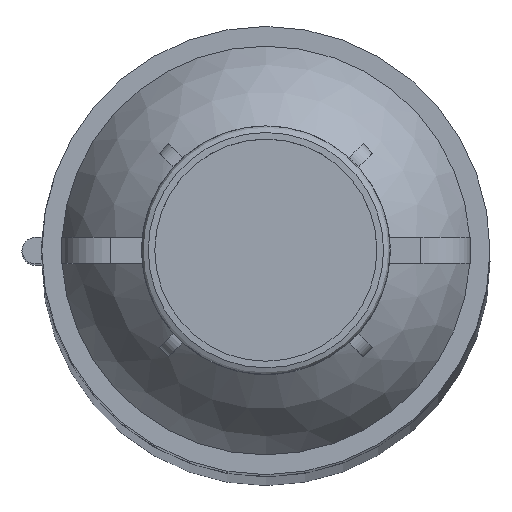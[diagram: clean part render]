
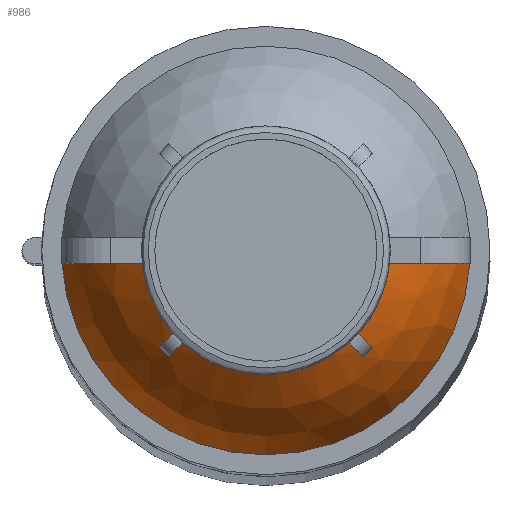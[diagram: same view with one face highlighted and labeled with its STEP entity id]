
A CAD part, top view. The second image highlights one B-rep face of the part: STEP entity #986.
In plain terms, the highlighted spherical face has radius 32.573 mm.
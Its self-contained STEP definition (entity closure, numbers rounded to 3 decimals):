
#19=SPHERICAL_SURFACE($,#1095,32.573);
#230=FACE_OUTER_BOUND($,#295,.T.);
#295=EDGE_LOOP($,(#785,#786,#787,#788,#789,#790,#791,#792,#793,#794,#795,
#796));
#346=CIRCLE($,#1036,18.85);
#349=CIRCLE($,#1039,18.85);
#352=CIRCLE($,#1042,18.85);
#372=CIRCLE($,#1081,32.558);
#375=CIRCLE($,#1088,24.157);
#376=CIRCLE($,#1090,32.558);
#380=CIRCLE($,#1096,32.512);
#381=CIRCLE($,#1097,31.);
#382=CIRCLE($,#1098,32.512);
#383=CIRCLE($,#1099,32.558);
#384=CIRCLE($,#1100,24.157);
#385=CIRCLE($,#1101,32.558);
#418=VERTEX_POINT($,#1509);
#419=VERTEX_POINT($,#1511);
#423=VERTEX_POINT($,#1519);
#424=VERTEX_POINT($,#1521);
#428=VERTEX_POINT($,#1529);
#429=VERTEX_POINT($,#1531);
#460=VERTEX_POINT($,#1665);
#465=VERTEX_POINT($,#1683);
#468=VERTEX_POINT($,#1695);
#469=VERTEX_POINT($,#1697);
#470=VERTEX_POINT($,#1700);
#471=VERTEX_POINT($,#1702);
#514=EDGE_CURVE($,#418,#419,#346,.T.);
#519=EDGE_CURVE($,#423,#424,#349,.T.);
#524=EDGE_CURVE($,#428,#429,#352,.T.);
#572=EDGE_CURVE($,#423,#460,#372,.T.);
#581=EDGE_CURVE($,#460,#465,#375,.T.);
#583=EDGE_CURVE($,#465,#419,#376,.T.);
#587=EDGE_CURVE($,#418,#468,#380,.T.);
#588=EDGE_CURVE($,#469,#468,#381,.T.);
#589=EDGE_CURVE($,#469,#429,#382,.T.);
#590=EDGE_CURVE($,#428,#470,#383,.T.);
#591=EDGE_CURVE($,#470,#471,#384,.T.);
#592=EDGE_CURVE($,#471,#424,#385,.T.);
#785=ORIENTED_EDGE($,*,*,#572,.T.);
#786=ORIENTED_EDGE($,*,*,#581,.T.);
#787=ORIENTED_EDGE($,*,*,#583,.T.);
#788=ORIENTED_EDGE($,*,*,#514,.F.);
#789=ORIENTED_EDGE($,*,*,#587,.T.);
#790=ORIENTED_EDGE($,*,*,#588,.F.);
#791=ORIENTED_EDGE($,*,*,#589,.T.);
#792=ORIENTED_EDGE($,*,*,#524,.F.);
#793=ORIENTED_EDGE($,*,*,#590,.T.);
#794=ORIENTED_EDGE($,*,*,#591,.T.);
#795=ORIENTED_EDGE($,*,*,#592,.T.);
#796=ORIENTED_EDGE($,*,*,#519,.F.);
#986=ADVANCED_FACE($,(#230),#19,.T.);
#1036=AXIS2_PLACEMENT_3D($,#1512,#1186,#1187);
#1039=AXIS2_PLACEMENT_3D($,#1522,#1194,#1195);
#1042=AXIS2_PLACEMENT_3D($,#1532,#1202,#1203);
#1081=AXIS2_PLACEMENT_3D($,#1666,#1306,#1307);
#1088=AXIS2_PLACEMENT_3D($,#1684,#1326,#1327);
#1090=AXIS2_PLACEMENT_3D($,#1687,#1331,#1332);
#1095=AXIS2_PLACEMENT_3D($,#1694,#1341,#1342);
#1096=AXIS2_PLACEMENT_3D($,#1696,#1343,#1344);
#1097=AXIS2_PLACEMENT_3D($,#1698,#1345,#1346);
#1098=AXIS2_PLACEMENT_3D($,#1699,#1347,#1348);
#1099=AXIS2_PLACEMENT_3D($,#1701,#1349,#1350);
#1100=AXIS2_PLACEMENT_3D($,#1703,#1351,#1352);
#1101=AXIS2_PLACEMENT_3D($,#1704,#1353,#1354);
#1186=DIRECTION('center_axis',(0.,0.,
1.));
#1187=DIRECTION('ref_axis',(1.,0.,0.));
#1194=DIRECTION('center_axis',(0.,0.,
1.));
#1195=DIRECTION('ref_axis',(1.,0.,0.));
#1202=DIRECTION('center_axis',(0.,0.,
1.));
#1203=DIRECTION('ref_axis',(1.,0.,0.));
#1306=DIRECTION('center_axis',(0.707,-0.707,0.));
#1307=DIRECTION('ref_axis',(0.,0.,
-1.));
#1326=DIRECTION('center_axis',(-0.707,-0.707,0.));
#1327=DIRECTION('ref_axis',(0.,0.,
-1.));
#1331=DIRECTION('center_axis',(-0.707,0.707,0.));
#1332=DIRECTION('ref_axis',(0.,0.,1.));
#1341=DIRECTION('center_axis',(0.,0.,
1.));
#1342=DIRECTION('ref_axis',(-1.,0.,0.));
#1343=DIRECTION('center_axis',(0.,-1.,0.));
#1344=DIRECTION('ref_axis',(0.,0.,-1.));
#1345=DIRECTION('center_axis',(0.,0.,
-1.));
#1346=DIRECTION('ref_axis',(0.,-1.,0.));
#1347=DIRECTION('center_axis',(0.,-1.,0.));
#1348=DIRECTION('ref_axis',(0.,0.,-1.));
#1349=DIRECTION('center_axis',(0.707,0.707,0.));
#1350=DIRECTION('ref_axis',(0.,0.,
1.));
#1351=DIRECTION('center_axis',(0.707,-0.707,0.));
#1352=DIRECTION('ref_axis',(0.,0.,
-1.));
#1353=DIRECTION('center_axis',(-0.707,-0.707,0.));
#1354=DIRECTION('ref_axis',(0.,0.,-1.));
#1509=CARTESIAN_POINT('',(-18.744,-2.,966.565));
#1511=CARTESIAN_POINT('',(-14.017,-12.603,966.565));
#1512=CARTESIAN_POINT('Origin',(0.,0.,
966.565));
#1519=CARTESIAN_POINT('',(-12.603,-14.017,966.565));
#1521=CARTESIAN_POINT('',(12.603,-14.017,966.565));
#1522=CARTESIAN_POINT('Origin',(0.,0.,
966.565));
#1529=CARTESIAN_POINT('',(14.017,-12.603,966.565));
#1531=CARTESIAN_POINT('',(18.744,-2.,966.565));
#1532=CARTESIAN_POINT('Origin',(0.,0.,
966.565));
#1665=CARTESIAN_POINT('',(-14.743,-16.157,964.137));
#1666=CARTESIAN_POINT('Origin',(0.707,-0.707,940.));
#1683=CARTESIAN_POINT('',(-16.157,-14.743,964.137));
#1684=CARTESIAN_POINT('Origin',(-15.45,-15.45,940.));
#1687=CARTESIAN_POINT('Origin',(-0.707,0.707,940.));
#1694=CARTESIAN_POINT('Origin',(0.,0.,
940.));
#1695=CARTESIAN_POINT('',(-30.935,-2.,950.));
#1696=CARTESIAN_POINT('Origin',(0.,-2.,940.));
#1697=CARTESIAN_POINT('',(30.935,-2.,950.));
#1698=CARTESIAN_POINT('Origin',(0.,0.,
950.));
#1699=CARTESIAN_POINT('Origin',(0.,-2.,940.));
#1700=CARTESIAN_POINT('',(16.157,-14.743,964.137));
#1701=CARTESIAN_POINT('Origin',(0.707,0.707,940.));
#1702=CARTESIAN_POINT('',(14.743,-16.157,964.137));
#1703=CARTESIAN_POINT('Origin',(15.45,-15.45,940.));
#1704=CARTESIAN_POINT('Origin',(-0.707,-0.707,940.));
